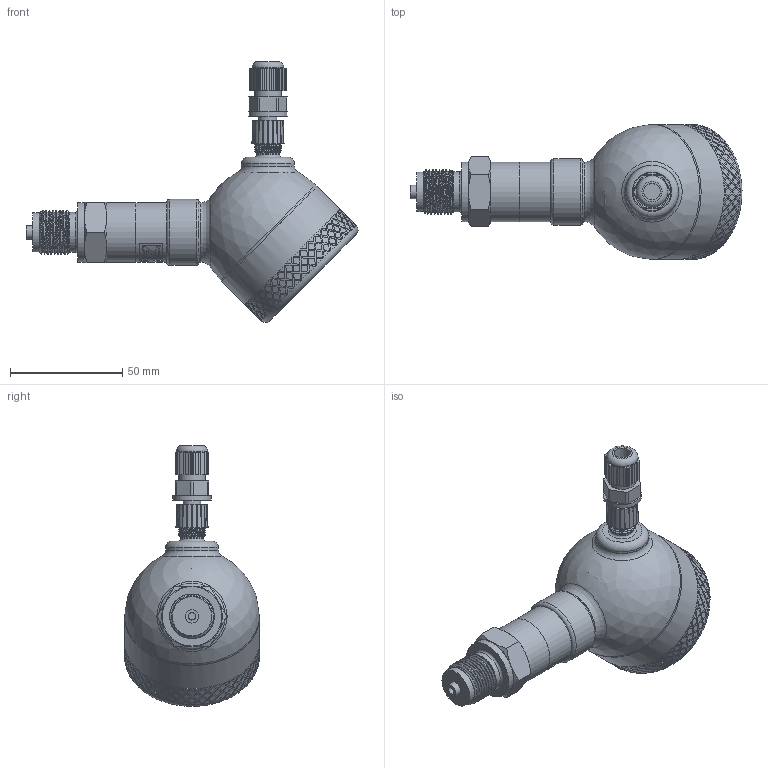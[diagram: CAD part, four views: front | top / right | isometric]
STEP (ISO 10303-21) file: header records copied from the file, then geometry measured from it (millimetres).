
FILE_DESCRIPTION(/* description */ (''),/* implementation_level */ '2;1');
FILE_NAME(/* name */ 'APZ3421FH_2_M12x1-straight.step',/* time_stamp */ '2021-06-30T15:01:44+03:00',/* author */ (''),/* organization */ (''),/* preprocessor_version */ 'ST-DEVELOPER v18.1',/* originating_system */ 'Autodesk Translation Framework v10.9.0.1377',/* authorisation */ '');
FILE_SCHEMA (('AUTOMOTIVE_DESIGN { 1 0 10303 214 3 1 1 }'));
Length unit declared in the file: millimetre
Products named in the file (7): Полевой корпус 
3420 3421 3230 заполненный; M20x1,5 EN; FieldHousing Assembly v16; main body; Крышка без 
дисплея; Адаптер М12х1; M12x1 female straight v9
Assembly tree (6 placements, depth 3):
  Полевой корпус 
3420 3421 3230 заполненный
    M20x1,5 EN
    FieldHousing Assembly v16
      main body
      Крышка без 
дисплея
      Адаптер М12х1
      M12x1 female straight v9
Bounding box: 147.91 x 60.1 x 116.17 mm (x, y, z)
Volume: 172304.6 mm3; surface area: 46229.4 mm2
Topology: 6 solids, 6 shells, 1527 faces, 3816 edges, 2503 vertices
Faces by surface type: bspline 884, cylinder 313, plane 262, cone 44, torus 21, sphere 3
Full cylindrical faces by diameter (mm): 1 x4, 3.3 x1, 6 x1, 7.3 x1, 8 x3, 9.3 x1, 10.293 x1, 10.5 x2, 10.741 x7, 11.884 x6, 12 x1, 14 x1, 17 x1, 17.5 x1, 17.8 x1, 18.137 x8, 19.7 x1, 19.85 x7, 21.6 x1, 22.4 x1, 23.6 x1, 24.5 x2, 26.5 x3, 29.5 x1, 55 x9, 56.5 x1, 57.2 x1, 60 x2
Entity records: 64590 total; most frequent: CARTESIAN_POINT 35215, ORIENTED_EDGE 7630, EDGE_CURVE 3815, DIRECTION 3059, B_SPLINE_CURVE_WITH_KNOTS 2558, VERTEX_POINT 2503, EDGE_LOOP 1734, FACE_OUTER_BOUND 1527
